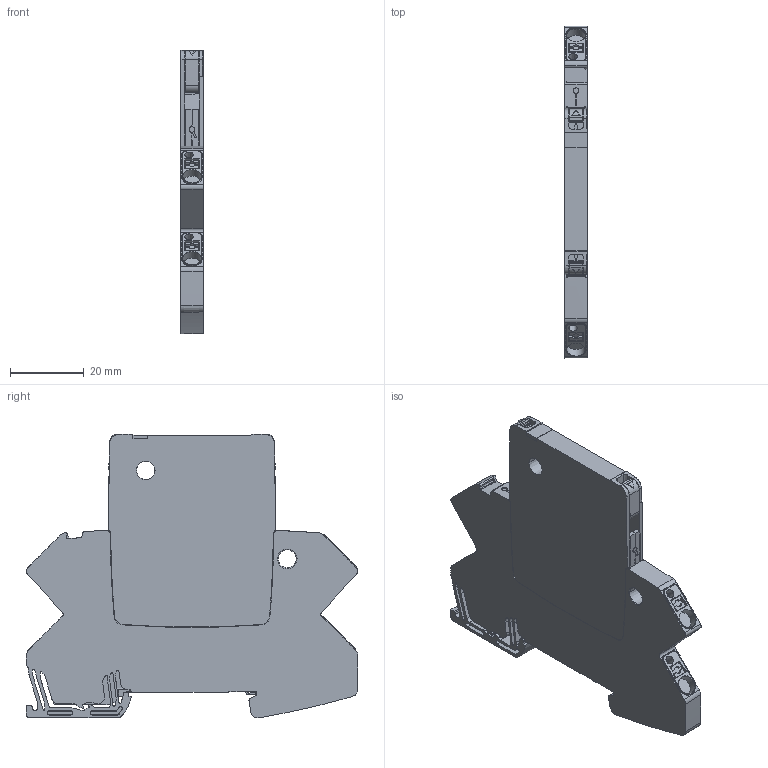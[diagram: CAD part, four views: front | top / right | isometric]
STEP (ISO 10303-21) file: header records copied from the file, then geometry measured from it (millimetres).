
FILE_DESCRIPTION((''),'2;1');
FILE_NAME('CAD-8647_SW0001','2023-04-12T14:04:45',('creinig-se'),(''),'CREO PARAMETRIC BY PTC INC, 2022284','CREO PARAMETRIC BY PTC INC, 2022284','');
FILE_SCHEMA(('CONFIG_CONTROL_DESIGN','SHAPE_APPEARANCE_LAYERS_GROUPS'));
Length unit declared in the file: millimetre
Products named in the file (1): CAD-8647_SW0001
Bounding box: 6 x 89.71 x 76.74 mm (x, y, z)
Volume: 28082.6 mm3; surface area: 17594 mm2
Topology: 1 solids, 1 shells, 908 faces, 3006 edges, 2122 vertices
Faces by surface type: plane 556, cylinder 198, cone 74, bspline 45, torus 34, extrusion 1
Entity records: 48402 total; most frequent: CARTESIAN_POINT 12620, ORIENTED_EDGE 6012, DIRECTION 4493, EDGE_CURVE 3006, VERTEX_POINT 2122, FILL_AREA_STYLE_COLOUR 1694, FILL_AREA_STYLE 1694, SURFACE_STYLE_FILL_AREA 1694
